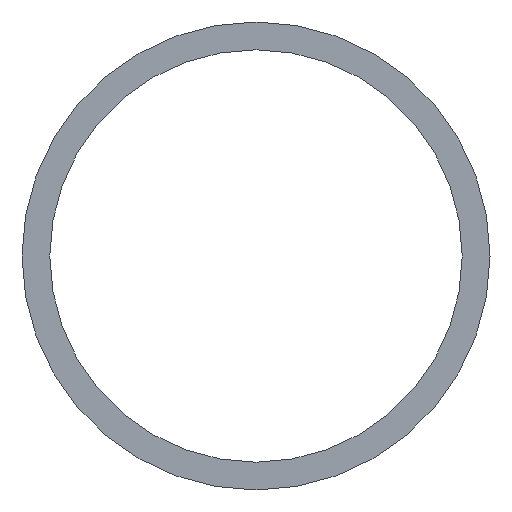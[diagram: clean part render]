
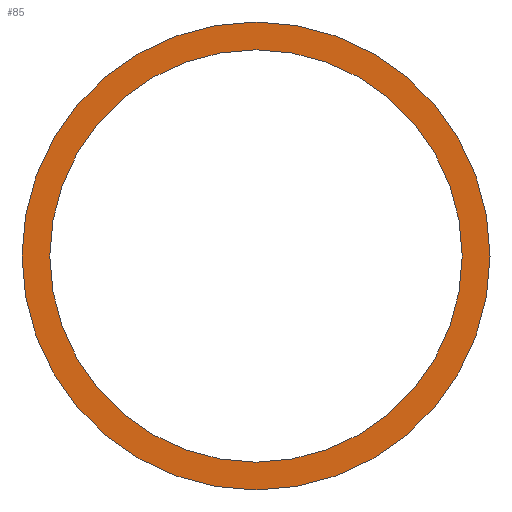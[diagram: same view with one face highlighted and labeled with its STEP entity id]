
A CAD part, left-side view. The second image highlights one B-rep face of the part: STEP entity #85.
In plain terms, the highlighted planar face has unit normal (-1, 0, 0).
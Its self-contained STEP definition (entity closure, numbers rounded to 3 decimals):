
#57 = EDGE_CURVE( '', #99, #91, #129, .T. );
#65 = EDGE_CURVE( '', #77, #95, #139, .T. );
#77 = VERTEX_POINT( '', #151 );
#85 = ADVANCED_FACE( '', ( #161, #162 ), #163, .F. );
#87 = EDGE_CURVE( '', #95, #77, #165, .T. );
#91 = VERTEX_POINT( '', #169 );
#95 = VERTEX_POINT( '', #173 );
#99 = VERTEX_POINT( '', #177 );
#103 = EDGE_CURVE( '', #91, #99, #181, .T. );
#129 = CIRCLE( '', #200, 277.6 );
#139 = CIRCLE( '', #213, 315. );
#151 = CARTESIAN_POINT( '', ( 0., 0., 315. ) );
#161 = FACE_OUTER_BOUND( '', #240, .T. );
#162 = FACE_BOUND( '', #241, .T. );
#163 = PLANE( '', #242 );
#165 = CIRCLE( '', #245, 315. );
#169 = CARTESIAN_POINT( '', ( 0., 0., -277.6 ) );
#173 = CARTESIAN_POINT( '', ( 0., 0., -315. ) );
#177 = CARTESIAN_POINT( '', ( 0., 0., 277.6 ) );
#181 = CIRCLE( '', #264, 277.6 );
#200 = AXIS2_PLACEMENT_3D( '', #275, #276, #277 );
#213 = AXIS2_PLACEMENT_3D( '', #295, #296, #297 );
#240 = EDGE_LOOP( '', ( #324, #325 ) );
#241 = EDGE_LOOP( '', ( #326, #327 ) );
#242 = AXIS2_PLACEMENT_3D( '', #328, #329, #330 );
#245 = AXIS2_PLACEMENT_3D( '', #331, #332, #333 );
#264 = AXIS2_PLACEMENT_3D( '', #340, #341, #342 );
#275 = CARTESIAN_POINT( '', ( 0., 0., 0. ) );
#276 = DIRECTION( '', ( 1., 0., 0. ) );
#277 = DIRECTION( '', ( 0., 0., -1. ) );
#295 = CARTESIAN_POINT( '', ( 0., 0., 0. ) );
#296 = DIRECTION( '', ( 1., 0., 0. ) );
#297 = DIRECTION( '', ( 0., 0., -1. ) );
#324 = ORIENTED_EDGE( '', *, *, #87, .F. );
#325 = ORIENTED_EDGE( '', *, *, #65, .F. );
#326 = ORIENTED_EDGE( '', *, *, #103, .T. );
#327 = ORIENTED_EDGE( '', *, *, #57, .T. );
#328 = CARTESIAN_POINT( '', ( 0., 0., 0. ) );
#329 = DIRECTION( '', ( 1., 0., 0. ) );
#330 = DIRECTION( '', ( 0., 0., -1. ) );
#331 = CARTESIAN_POINT( '', ( 0., 0., 0. ) );
#332 = DIRECTION( '', ( 1., 0., 0. ) );
#333 = DIRECTION( '', ( 0., 0., -1. ) );
#340 = CARTESIAN_POINT( '', ( 0., 0., 0. ) );
#341 = DIRECTION( '', ( 1., 0., 0. ) );
#342 = DIRECTION( '', ( 0., 0., -1. ) );
